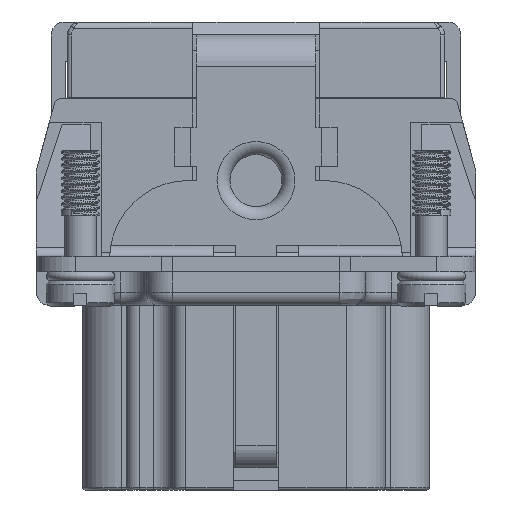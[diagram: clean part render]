
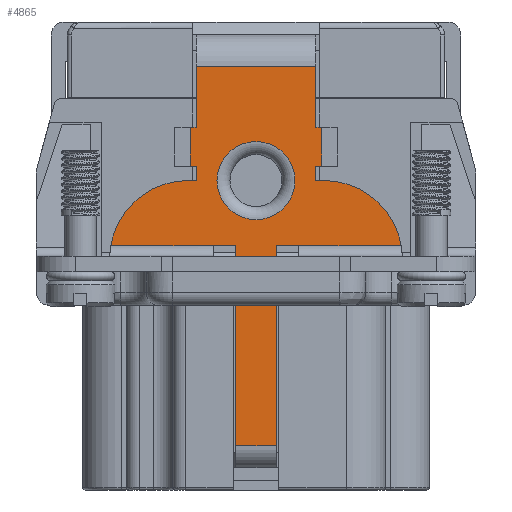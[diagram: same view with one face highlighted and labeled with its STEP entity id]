
A CAD part, left-side view. The second image highlights one B-rep face of the part: STEP entity #4865.
In plain terms, the highlighted planar face has unit normal (-1, 0, 0).
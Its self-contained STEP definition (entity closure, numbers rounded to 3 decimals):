
#2326=CIRCLE('',#36020,3.);
#2327=CIRCLE('',#36021,6.);
#2328=CIRCLE('',#36022,6.);
#3238=FACE_BOUND('',#9680,.T.);
#3239=FACE_BOUND('',#9681,.T.);
#4865=ADVANCED_FACE('',(#3238,#3239),#6136,.T.);
#6136=PLANE('',#36023);
#9680=EDGE_LOOP('',(#17950));
#9681=EDGE_LOOP('',(#17951,#17952,#17953,#17954,#17955,#17956,#17957,#17958,
#17959,#17960,#17961,#17962,#17963,#17964,#17965,#17966,#17967,#17968,#17969,
#17970,#17971,#17972));
#17950=ORIENTED_EDGE('',*,*,#26765,.F.);
#17951=ORIENTED_EDGE('',*,*,#26766,.F.);
#17952=ORIENTED_EDGE('',*,*,#26763,.F.);
#17953=ORIENTED_EDGE('',*,*,#26767,.T.);
#17954=ORIENTED_EDGE('',*,*,#26751,.F.);
#17955=ORIENTED_EDGE('',*,*,#26768,.T.);
#17956=ORIENTED_EDGE('',*,*,#26769,.F.);
#17957=ORIENTED_EDGE('',*,*,#26770,.F.);
#17958=ORIENTED_EDGE('',*,*,#26771,.F.);
#17959=ORIENTED_EDGE('',*,*,#26772,.F.);
#17960=ORIENTED_EDGE('',*,*,#26773,.F.);
#17961=ORIENTED_EDGE('',*,*,#26774,.T.);
#17962=ORIENTED_EDGE('',*,*,#26775,.T.);
#17963=ORIENTED_EDGE('',*,*,#26776,.F.);
#17964=ORIENTED_EDGE('',*,*,#26777,.F.);
#17965=ORIENTED_EDGE('',*,*,#26778,.T.);
#17966=ORIENTED_EDGE('',*,*,#26779,.F.);
#17967=ORIENTED_EDGE('',*,*,#26780,.T.);
#17968=ORIENTED_EDGE('',*,*,#26781,.T.);
#17969=ORIENTED_EDGE('',*,*,#26782,.T.);
#17970=ORIENTED_EDGE('',*,*,#26783,.T.);
#17971=ORIENTED_EDGE('',*,*,#26784,.F.);
#17972=ORIENTED_EDGE('',*,*,#26785,.T.);
#22261=VERTEX_POINT('',#62561);
#22264=VERTEX_POINT('',#62572);
#22265=VERTEX_POINT('',#62573);
#22274=VERTEX_POINT('',#62594);
#22275=VERTEX_POINT('',#62596);
#22276=VERTEX_POINT('',#62600);
#22277=VERTEX_POINT('',#62602);
#22278=VERTEX_POINT('',#62606);
#22279=VERTEX_POINT('',#62608);
#22280=VERTEX_POINT('',#62610);
#22281=VERTEX_POINT('',#62612);
#22282=VERTEX_POINT('',#62614);
#22283=VERTEX_POINT('',#62616);
#22284=VERTEX_POINT('',#62618);
#22285=VERTEX_POINT('',#62620);
#22286=VERTEX_POINT('',#62622);
#22287=VERTEX_POINT('',#62624);
#22288=VERTEX_POINT('',#62626);
#22289=VERTEX_POINT('',#62628);
#22290=VERTEX_POINT('',#62630);
#22291=VERTEX_POINT('',#62632);
#22292=VERTEX_POINT('',#62634);
#22293=VERTEX_POINT('',#62636);
#26751=EDGE_CURVE('',#22264,#22265,#30133,.T.);
#26763=EDGE_CURVE('',#22274,#22275,#30141,.T.);
#26765=EDGE_CURVE('',#22276,#22276,#2326,.T.);
#26766=EDGE_CURVE('',#22275,#22277,#30143,.T.);
#26767=EDGE_CURVE('',#22274,#22265,#30144,.T.);
#26768=EDGE_CURVE('',#22264,#22261,#30145,.T.);
#26769=EDGE_CURVE('',#22278,#22261,#30146,.T.);
#26770=EDGE_CURVE('',#22279,#22278,#2327,.T.);
#26771=EDGE_CURVE('',#22280,#22279,#30147,.T.);
#26772=EDGE_CURVE('',#22281,#22280,#30148,.T.);
#26773=EDGE_CURVE('',#22282,#22281,#30149,.T.);
#26774=EDGE_CURVE('',#22282,#22283,#30150,.T.);
#26775=EDGE_CURVE('',#22283,#22284,#30151,.T.);
#26776=EDGE_CURVE('',#22285,#22284,#30152,.T.);
#26777=EDGE_CURVE('',#22286,#22285,#30153,.T.);
#26778=EDGE_CURVE('',#22286,#22287,#30154,.T.);
#26779=EDGE_CURVE('',#22288,#22287,#30155,.T.);
#26780=EDGE_CURVE('',#22288,#22289,#30156,.T.);
#26781=EDGE_CURVE('',#22289,#22290,#30157,.T.);
#26782=EDGE_CURVE('',#22290,#22291,#30158,.T.);
#26783=EDGE_CURVE('',#22291,#22292,#30159,.T.);
#26784=EDGE_CURVE('',#22293,#22292,#2328,.T.);
#26785=EDGE_CURVE('',#22293,#22277,#30160,.T.);
#30133=LINE('',#62571,#33075);
#30141=LINE('',#62595,#33083);
#30143=LINE('',#62601,#33085);
#30144=LINE('',#62603,#33086);
#30145=LINE('',#62604,#33087);
#30146=LINE('',#62605,#33088);
#30147=LINE('',#62609,#33089);
#30148=LINE('',#62611,#33090);
#30149=LINE('',#62613,#33091);
#30150=LINE('',#62615,#33092);
#30151=LINE('',#62617,#33093);
#30152=LINE('',#62619,#33094);
#30153=LINE('',#62621,#33095);
#30154=LINE('',#62623,#33096);
#30155=LINE('',#62625,#33097);
#30156=LINE('',#62627,#33098);
#30157=LINE('',#62629,#33099);
#30158=LINE('',#62631,#33100);
#30159=LINE('',#62633,#33101);
#30160=LINE('',#62637,#33102);
#33075=VECTOR('',#44488,1.);
#33083=VECTOR('',#44506,1.);
#33085=VECTOR('',#44512,1.);
#33086=VECTOR('',#44513,1.);
#33087=VECTOR('',#44514,1.);
#33088=VECTOR('',#44515,1.);
#33089=VECTOR('',#44518,1.);
#33090=VECTOR('',#44519,1.);
#33091=VECTOR('',#44520,1.);
#33092=VECTOR('',#44521,1.);
#33093=VECTOR('',#44522,1.);
#33094=VECTOR('',#44523,1.);
#33095=VECTOR('',#44524,1.);
#33096=VECTOR('',#44525,1.);
#33097=VECTOR('',#44526,1.);
#33098=VECTOR('',#44527,1.);
#33099=VECTOR('',#44528,1.);
#33100=VECTOR('',#44529,1.);
#33101=VECTOR('',#44530,1.);
#33102=VECTOR('',#44533,1.);
#36020=AXIS2_PLACEMENT_3D('',#62599,#44510,#44511);
#36021=AXIS2_PLACEMENT_3D('',#62607,#44516,#44517);
#36022=AXIS2_PLACEMENT_3D('',#62635,#44531,#44532);
#36023=AXIS2_PLACEMENT_3D('',#62638,#44534,#44535);
#44488=DIRECTION('',(0.,0.,-1.));
#44506=DIRECTION('',(0.,0.,1.));
#44510=DIRECTION('',(-1.,0.,0.));
#44511=DIRECTION('',(0.,0.,1.));
#44512=DIRECTION('',(0.,1.,0.));
#44513=DIRECTION('',(0.,-1.,0.));
#44514=DIRECTION('',(0.,-1.,0.));
#44515=DIRECTION('',(0.,1.,0.));
#44516=DIRECTION('',(1.,0.,0.));
#44517=DIRECTION('',(0.,0.,1.));
#44518=DIRECTION('',(0.,-1.,0.));
#44519=DIRECTION('',(0.,0.,-1.));
#44520=DIRECTION('',(0.,1.,0.));
#44521=DIRECTION('',(0.,0.,1.));
#44522=DIRECTION('',(0.,1.,0.));
#44523=DIRECTION('',(0.,0.,-1.));
#44524=DIRECTION('',(0.,-1.,0.));
#44525=DIRECTION('',(0.,0.,-1.));
#44526=DIRECTION('',(0.,-1.,0.));
#44527=DIRECTION('',(0.,0.,-1.));
#44528=DIRECTION('',(0.,-1.,0.));
#44529=DIRECTION('',(0.,0.,-1.));
#44530=DIRECTION('',(0.,1.,0.));
#44531=DIRECTION('',(1.,0.,0.));
#44532=DIRECTION('',(0.,0.,1.));
#44533=DIRECTION('',(0.,-1.,0.));
#44534=DIRECTION('',(-1.,0.,0.));
#44535=DIRECTION('',(0.,0.,-1.));
#62561=CARTESIAN_POINT('',(-33.1,-3.3,18.7));
#62571=CARTESIAN_POINT('',(-33.1,-1.55,15.7));
#62572=CARTESIAN_POINT('',(-33.1,-1.55,18.7));
#62573=CARTESIAN_POINT('',(-33.1,-1.55,3.3));
#62594=CARTESIAN_POINT('',(-33.1,1.55,3.3));
#62595=CARTESIAN_POINT('',(-33.1,1.55,15.7));
#62596=CARTESIAN_POINT('',(-33.1,1.55,18.7));
#62599=CARTESIAN_POINT('',(-33.1,0.,23.7));
#62600=CARTESIAN_POINT('',(-33.1,0.,26.7));
#62601=CARTESIAN_POINT('',(-33.1,9.646,18.7));
#62602=CARTESIAN_POINT('',(-33.1,3.3,18.7));
#62603=CARTESIAN_POINT('',(-33.1,0.,3.3));
#62604=CARTESIAN_POINT('',(-33.1,0.,18.7));
#62605=CARTESIAN_POINT('',(-33.1,0.,18.7));
#62606=CARTESIAN_POINT('',(-33.1,-11.166,18.7));
#62607=CARTESIAN_POINT('',(-33.1,-5.25,17.7));
#62608=CARTESIAN_POINT('',(-33.1,-5.25,23.7));
#62609=CARTESIAN_POINT('',(-33.1,-4.5,23.7));
#62610=CARTESIAN_POINT('',(-33.1,-4.6,23.7));
#62611=CARTESIAN_POINT('',(-33.1,-4.6,16.5));
#62612=CARTESIAN_POINT('',(-33.1,-4.6,24.8));
#62613=CARTESIAN_POINT('',(-33.1,-4.65,24.8));
#62614=CARTESIAN_POINT('',(-33.1,-5.05,24.8));
#62615=CARTESIAN_POINT('',(-33.1,-5.05,16.5));
#62616=CARTESIAN_POINT('',(-33.1,-5.05,27.8));
#62617=CARTESIAN_POINT('',(-33.1,0.,27.8));
#62618=CARTESIAN_POINT('',(-33.1,-4.6,27.8));
#62619=CARTESIAN_POINT('',(-33.1,-4.6,16.5));
#62620=CARTESIAN_POINT('',(-33.1,-4.6,32.5));
#62621=CARTESIAN_POINT('',(-33.1,0.,32.5));
#62622=CARTESIAN_POINT('',(-33.1,4.6,32.5));
#62623=CARTESIAN_POINT('',(-33.1,4.6,16.5));
#62624=CARTESIAN_POINT('',(-33.1,4.6,27.8));
#62625=CARTESIAN_POINT('',(-33.1,3.7,27.8));
#62626=CARTESIAN_POINT('',(-33.1,5.05,27.8));
#62627=CARTESIAN_POINT('',(-33.1,5.05,16.5));
#62628=CARTESIAN_POINT('',(-33.1,5.05,24.8));
#62629=CARTESIAN_POINT('',(-33.1,0.,24.8));
#62630=CARTESIAN_POINT('',(-33.1,4.6,24.8));
#62631=CARTESIAN_POINT('',(-33.1,4.6,16.5));
#62632=CARTESIAN_POINT('',(-33.1,4.6,23.7));
#62633=CARTESIAN_POINT('',(-33.1,0.,23.7));
#62634=CARTESIAN_POINT('',(-33.1,5.25,23.7));
#62635=CARTESIAN_POINT('',(-33.1,5.25,17.7));
#62636=CARTESIAN_POINT('',(-33.1,11.166,18.7));
#62637=CARTESIAN_POINT('',(-33.1,9.646,18.7));
#62638=CARTESIAN_POINT('',(-33.1,0.,16.5));
